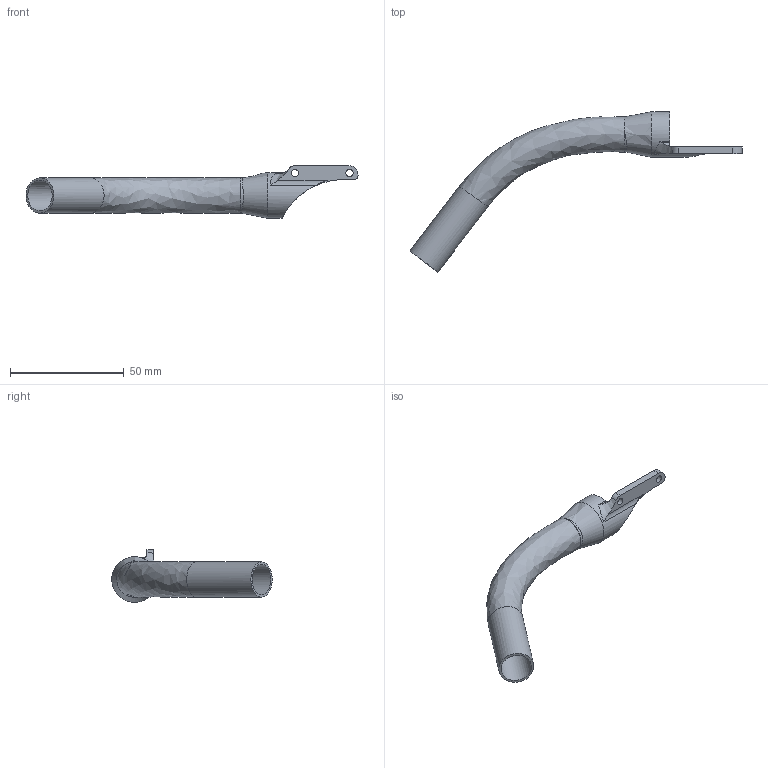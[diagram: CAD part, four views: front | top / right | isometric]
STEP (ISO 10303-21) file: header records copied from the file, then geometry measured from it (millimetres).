
FILE_DESCRIPTION(('HOOPS Exchange Step'),'2;1');
FILE_NAME('CPAP Hose Adapter.stp','2026-02-08T21:01:18+19:00',('RED'),('Unknown organisation'),'HOOPS Exchange 2025.8','HOOPS Exchange','Unknown authorisation');
FILE_SCHEMA( ('AP203_CONFIGURATION_CONTROLLED_3D_DESIGN_OF_MECHANICAL_PARTS_AND_ASSEMBLIES_MIM_LF') );
Length unit declared in the file: millimetre
Products named in the file (2): 0; root
Assembly tree (1 placements, depth 2):
  root
    0
Bounding box: 146.04 x 70.57 x 23.14 mm (x, y, z)
Surface area: 12640.2 mm2 (no closed solid volume)
Topology: 0 solids, 1 shells, 34 faces, 102 edges, 70 vertices
Faces by surface type: cylinder 19, plane 9, bspline 6
Full cylindrical faces by diameter (mm): 3.2 x2, 18.046 x1, 20.046 x1
Entity records: 7253 total; most frequent: CARTESIAN_POINT 6318, ORIENTED_EDGE 206, DIRECTION 172, EDGE_CURVE 103, AXIS2_PLACEMENT_3D 74, VERTEX_POINT 70, EDGE_LOOP 41, FACE_BOUND 41
